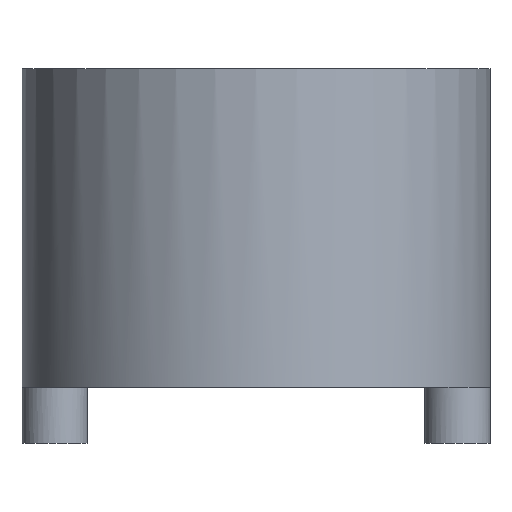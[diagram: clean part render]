
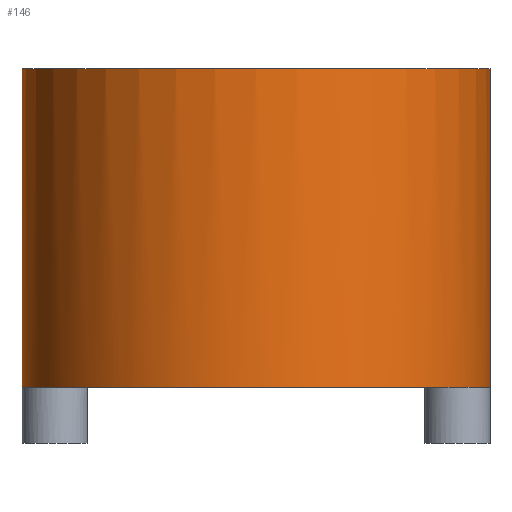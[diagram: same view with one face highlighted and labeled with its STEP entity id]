
A CAD part, front view. The second image highlights one B-rep face of the part: STEP entity #146.
In plain terms, the highlighted cylindrical face has radius 5 mm (diameter 10 mm), a full revolution.
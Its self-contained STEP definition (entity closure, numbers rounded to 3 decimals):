
#23=LINE('',#275,#28);
#28=VECTOR('',#234,5.);
#33=CYLINDRICAL_SURFACE('',#183,5.);
#43=FACE_OUTER_BOUND('',#55,.T.);
#55=EDGE_LOOP('',(#124,#125,#126,#127,#128));
#63=CIRCLE('',#174,5.);
#64=CIRCLE('',#175,5.);
#69=CIRCLE('',#184,5.);
#74=VERTEX_POINT('',#253);
#75=VERTEX_POINT('',#258);
#79=VERTEX_POINT('',#274);
#87=EDGE_CURVE('',#75,#74,#63,.T.);
#88=EDGE_CURVE('',#74,#75,#64,.T.);
#95=EDGE_CURVE('',#75,#79,#23,.T.);
#96=EDGE_CURVE('',#79,#79,#69,.T.);
#124=ORIENTED_EDGE('',*,*,#87,.F.);
#125=ORIENTED_EDGE('',*,*,#95,.T.);
#126=ORIENTED_EDGE('',*,*,#96,.F.);
#127=ORIENTED_EDGE('',*,*,#95,.F.);
#128=ORIENTED_EDGE('',*,*,#88,.F.);
#146=ADVANCED_FACE('',(#43),#33,.T.);
#174=AXIS2_PLACEMENT_3D('',#259,#212,#213);
#175=AXIS2_PLACEMENT_3D('',#260,#214,#215);
#183=AXIS2_PLACEMENT_3D('',#273,#232,#233);
#184=AXIS2_PLACEMENT_3D('',#276,#235,#236);
#212=DIRECTION('center_axis',(0.,0.,-1.));
#213=DIRECTION('ref_axis',(1.,0.,0.));
#214=DIRECTION('center_axis',(0.,0.,-1.));
#215=DIRECTION('ref_axis',(1.,0.,0.));
#232=DIRECTION('center_axis',(0.,0.,-1.));
#233=DIRECTION('ref_axis',(1.,0.,0.));
#234=DIRECTION('',(0.,0.,1.));
#235=DIRECTION('center_axis',(0.,0.,1.));
#236=DIRECTION('ref_axis',(1.,0.,0.));
#253=CARTESIAN_POINT('',(5.,0.,-6.8));
#258=CARTESIAN_POINT('',(-5.,0.,-6.8));
#259=CARTESIAN_POINT('Origin',(0.,0.,-6.8));
#260=CARTESIAN_POINT('Origin',(0.,0.,-6.8));
#273=CARTESIAN_POINT('Origin',(0.,0.,0.));
#274=CARTESIAN_POINT('',(-5.,0.,0.));
#275=CARTESIAN_POINT('',(-5.,0.,0.));
#276=CARTESIAN_POINT('Origin',(0.,0.,0.));
